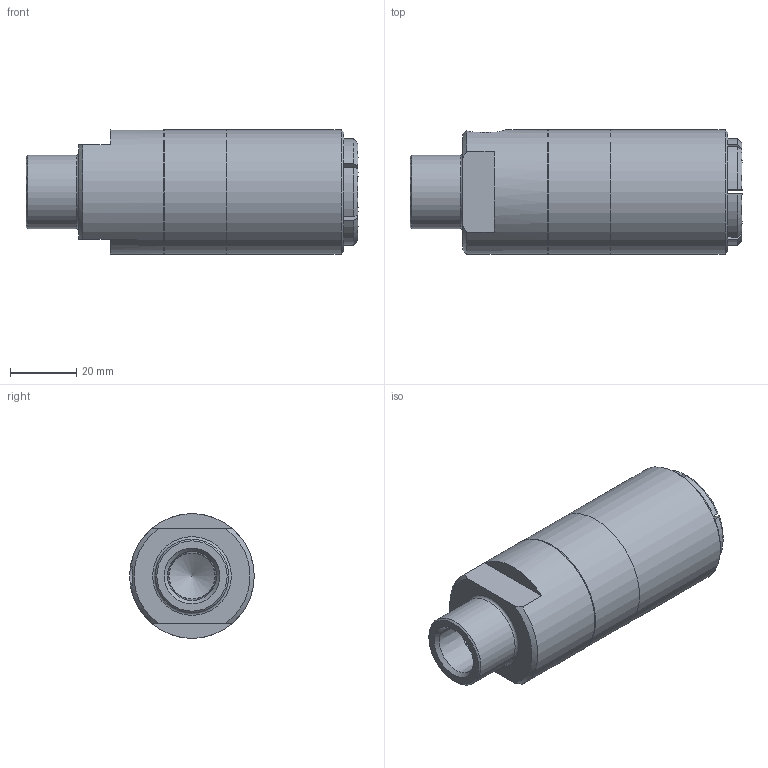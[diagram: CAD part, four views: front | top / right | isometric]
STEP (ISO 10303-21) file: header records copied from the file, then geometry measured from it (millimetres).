
FILE_DESCRIPTION(/* description */ (''),/* implementation_level */ '2;1');
FILE_NAME(/* name */ 'FXP081061.stp',/* time_stamp */ '2016-02-02T14:30:27-06:00',/* author */ ('scottg'),/* organization */ ('FasTest,Inc.'),/* preprocessor_version */ 'ST-DEVELOPER v16.1',/* originating_system */ 'Autodesk Inventor 2016',/* authorisation */ '');
FILE_SCHEMA (('AUTOMOTIVE_DESIGN { 1 0 10303 214 3 1 1 }'));
Length unit declared in the file: inch
Products named in the file (1): FXP081061
Bounding box: 100.25 x 37.59 x 37.59 mm (x, y, z)
Volume: 89234.3 mm3; surface area: 15755.9 mm2
Topology: 1 solids, 1 shells, 97 faces, 237 edges, 149 vertices
Faces by surface type: plane 46, cone 32, cylinder 17, torus 2
Full cylindrical faces by diameter (mm): 8.433 x1, 13.894 x1, 22.225 x1, 22.784 x1, 23.844 x1, 37.592 x3
Entity records: 2800 total; most frequent: CARTESIAN_POINT 553, DIRECTION 468, ORIENTED_EDGE 418, EDGE_CURVE 209, AXIS2_PLACEMENT_3D 198, VERTEX_POINT 143, EDGE_LOOP 126, CIRCLE 100
